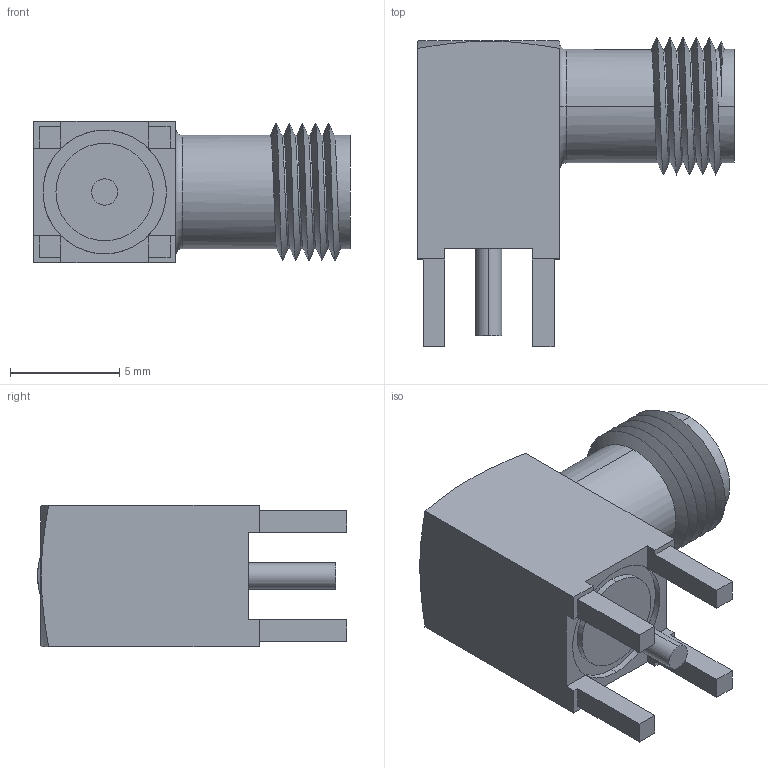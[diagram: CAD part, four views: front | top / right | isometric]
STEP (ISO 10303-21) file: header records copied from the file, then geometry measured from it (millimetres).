
FILE_DESCRIPTION (( 'STEP AP203' ), '1' );
FILE_NAME ('SMA J01151A0191.STEP', '2020-01-31T11:32:49', ( 'Andra' ), ( '' ), 'SwSTEP 2.0', 'SolidWorks 2013', '' );
FILE_SCHEMA (( 'CONFIG_CONTROL_DESIGN' ));
Length unit declared in the file: millimetre
Products named in the file (1): SMA J01151A0191
Bounding box: 14.5 x 14.15 x 6.5 mm (x, y, z)
Volume: 551 mm3; surface area: 678.4 mm2
Topology: 1 solids, 1 shells, 70 faces, 178 edges, 116 vertices
Faces by surface type: plane 39, cylinder 21, bspline 6, torus 2, cone 2
Entity records: 2697 total; most frequent: CARTESIAN_POINT 1004, ORIENTED_EDGE 354, DIRECTION 312, EDGE_CURVE 177, VERTEX_POINT 114, LINE 108, VECTOR 108, AXIS2_PLACEMENT_3D 102
